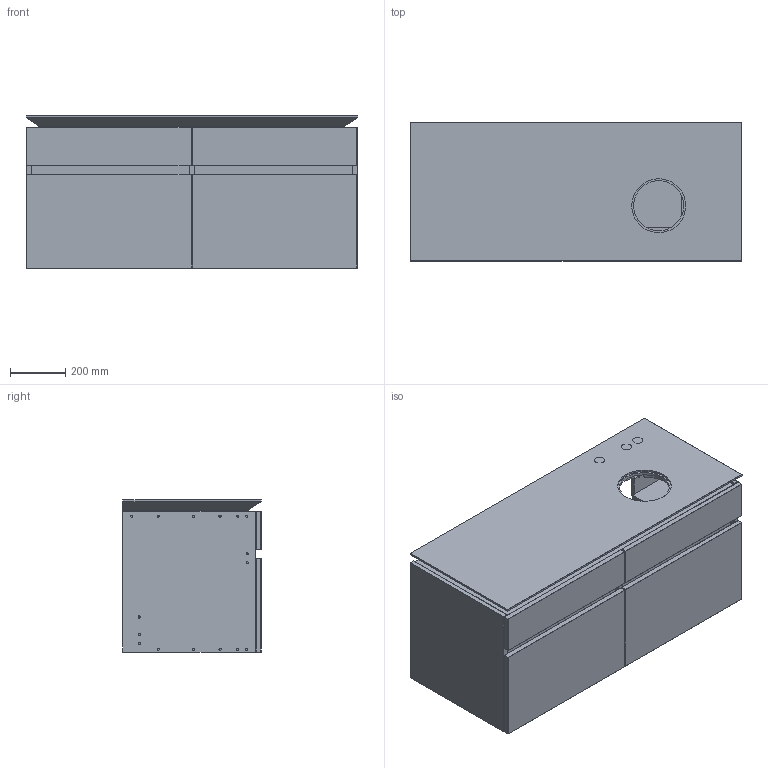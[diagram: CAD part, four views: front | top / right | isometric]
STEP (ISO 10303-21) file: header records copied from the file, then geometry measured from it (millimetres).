
FILE_DESCRIPTION((' '),'2;1');
FILE_NAME('B58200_B582L0.stp','2022-05-16T07:50:27',(' '),(' '),' ','ACIS',' ');
FILE_SCHEMA(('CONFIG_CONTROL_DESIGN'));
Length unit declared in the file: millimetre
Products named in the file (29): B58200_B582L0.stp; Körper1; Körper2; Körper3; Körper4; Körper5; Körper6; Körper7; Körper8; Körper9; Körper10; Körper11; Körper12; Körper13; Körper14; Körper15; Körper16; Körper17; Körper18; Körper19; Körper20; Körper21; Körper22; Körper23; Körper24; Körper25; Körper26; Körper27; Körper28
Assembly tree (28 placements, depth 2):
  B58200_B582L0.stp
    Körper1
    Körper2
    Körper3
    Körper4
    Körper5
    Körper6
    Körper7
    Körper8
    Körper9
    Körper10
    Körper11
    Körper12
    Körper13
    Körper14
    Körper15
    Körper16
    Körper17
    Körper18
    Körper19
    Körper20
    Körper21
    Körper22
    Körper23
    Körper24
    Körper25
    Körper26
    Körper27
    Körper28
Bounding box: 1201.5 x 500 x 551.8 mm (x, y, z)
Volume: 77336330.5 mm3; surface area: 8507415.2 mm2
Topology: 28 solids, 28 shells, 838 faces, 1680 edges, 1136 vertices
Faces by surface type: plane 536, cylinder 300, cone 1, torus 1
Full cylindrical faces by diameter (mm): 3 x84, 5 x33, 6.5 x6, 8 x59, 8.01 x46, 10 x30, 26 x1
Entity records: 24482 total; most frequent: DIRECTION 3781, CARTESIAN_POINT 3396, ORIENTED_EDGE 2736, AXIS2_PLACEMENT_3D 1523, EDGE_LOOP 1385, EDGE_CURVE 1368, VERTEX_POINT 1085, FACE_OUTER_BOUND 838
